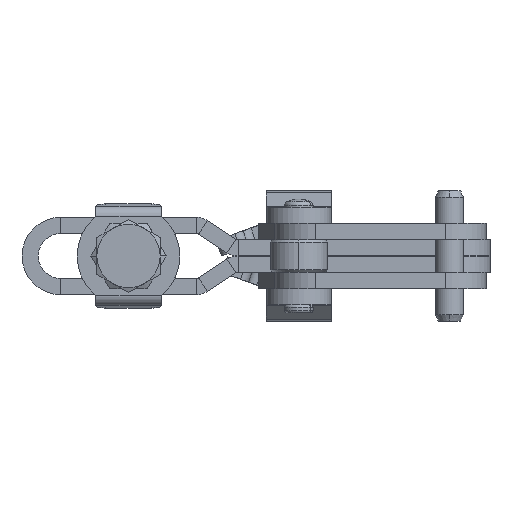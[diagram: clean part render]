
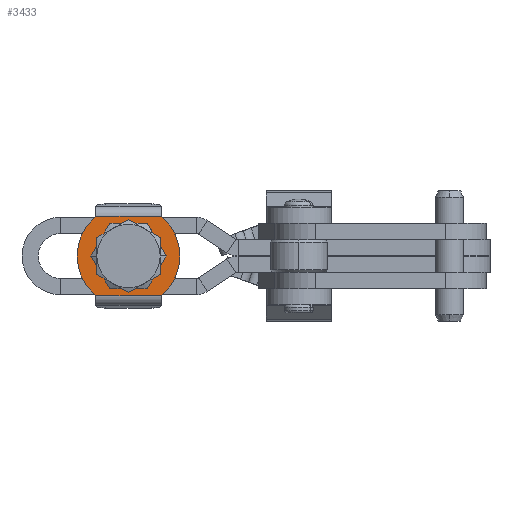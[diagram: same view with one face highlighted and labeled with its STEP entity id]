
A CAD part, front view. The second image highlights one B-rep face of the part: STEP entity #3433.
In plain terms, the highlighted face is planar.
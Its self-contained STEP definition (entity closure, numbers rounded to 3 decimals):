
#1535 = EDGE_CURVE ( 'NONE', #9910, #18599, #10373, .T. ) ;
#1539 = EDGE_CURVE ( 'NONE', #9737, #9885, #10378, .T. ) ;
#1541 = EDGE_CURVE ( 'NONE', #10192, #9910, #10377, .T. ) ;
#1542 = EDGE_CURVE ( 'NONE', #10192, #10047, #10381, .T. ) ;
#1543 = EDGE_CURVE ( 'NONE', #10006, #10047, #10383, .T. ) ;
#1544 = EDGE_CURVE ( 'NONE', #10006, #18599, #10384, .T. ) ;
#1545 = EDGE_CURVE ( 'NONE', #9885, #9737, #10387, .T. ) ;
#3433 = ADVANCED_FACE ( 'NONE', ( #10724, #10727 ), #12938, .T. ) ;
#5311 = AXIS2_PLACEMENT_3D ( 'NONE', #11570, #11571, #11572 ) ;
#5313 = AXIS2_PLACEMENT_3D ( 'NONE', #11580, #11581, #11582 ) ;
#5314 = AXIS2_PLACEMENT_3D ( 'NONE', #11585, #11586, #11587 ) ;
#5315 = AXIS2_PLACEMENT_3D ( 'NONE', #11590, #11591, #11592 ) ;
#5316 = AXIS2_PLACEMENT_3D ( 'NONE', #11595, #11596, #11597 ) ;
#5469 = AXIS2_PLACEMENT_3D ( 'NONE', #12940, #12941, #12942 ) ;
#9368 = ORIENTED_EDGE ( 'NONE', *, *, #1539, .F. ) ;
#9370 = ORIENTED_EDGE ( 'NONE', *, *, #1544, .T. ) ;
#9380 = ORIENTED_EDGE ( 'NONE', *, *, #1545, .F. ) ;
#9381 = ORIENTED_EDGE ( 'NONE', *, *, #1542, .T. ) ;
#9404 = ORIENTED_EDGE ( 'NONE', *, *, #1543, .F. ) ;
#9440 = ORIENTED_EDGE ( 'NONE', *, *, #1535, .F. ) ;
#9465 = ORIENTED_EDGE ( 'NONE', *, *, #1541, .F. ) ;
#9547 = EDGE_LOOP ( 'NONE', ( #9380, #9368 ) ) ;
#9551 = EDGE_LOOP ( 'NONE', ( #9465, #9381, #9404, #9370, #9440 ) ) ;
#9737 = VERTEX_POINT ( 'NONE', #24984 ) ;
#9885 = VERTEX_POINT ( 'NONE', #25231 ) ;
#9910 = VERTEX_POINT ( 'NONE', #25272 ) ;
#10006 = VERTEX_POINT ( 'NONE', #25392 ) ;
#10047 = VERTEX_POINT ( 'NONE', #25433 ) ;
#10192 = VERTEX_POINT ( 'NONE', #25587 ) ;
#10373 = CIRCLE ( 'NONE', #5311, 6.3 ) ;
#10377 = CIRCLE ( 'NONE', #5314, 6.3 ) ;
#10378 = CIRCLE ( 'NONE', #5313, 2.5 ) ;
#10381 = LINE ( 'NONE', #11584, #10385 ) ;
#10383 = CIRCLE ( 'NONE', #5315, 6.3 ) ;
#10384 = LINE ( 'NONE', #11589, #10388 ) ;
#10385 = VECTOR ( 'NONE', #11583, 1000. ) ;
#10387 = CIRCLE ( 'NONE', #5316, 2.5 ) ;
#10388 = VECTOR ( 'NONE', #11588, 1000. ) ;
#10724 = FACE_OUTER_BOUND ( 'NONE', #9551, .T. ) ;
#10727 = FACE_BOUND ( 'NONE', #9547, .T. ) ;
#11570 = CARTESIAN_POINT ( 'NONE',  ( -24.599, 3.5, -11.042 ) ) ;
#11571 = DIRECTION ( 'NONE',  ( 0., -1., 0. ) ) ;
#11572 = DIRECTION ( 'NONE',  ( 0., 0., 1. ) ) ;
#11580 = CARTESIAN_POINT ( 'NONE',  ( -24.599, 3.5, -11.042 ) ) ;
#11581 = DIRECTION ( 'NONE',  ( 0., 1., 0. ) ) ;
#11582 = DIRECTION ( 'NONE',  ( 0., 0., 1. ) ) ;
#11583 = DIRECTION ( 'NONE',  ( 0., 0., -1. ) ) ;
#11584 = CARTESIAN_POINT ( 'NONE',  ( -19.732, 3.5, -15.042 ) ) ;
#11585 = CARTESIAN_POINT ( 'NONE',  ( -24.599, 3.5, -11.042 ) ) ;
#11586 = DIRECTION ( 'NONE',  ( 0., -1., 0. ) ) ;
#11587 = DIRECTION ( 'NONE',  ( 0., 0., 1. ) ) ;
#11588 = DIRECTION ( 'NONE',  ( 0., 0., 1. ) ) ;
#11589 = CARTESIAN_POINT ( 'NONE',  ( -29.467, 3.5, -7.042 ) ) ;
#11590 = CARTESIAN_POINT ( 'NONE',  ( -24.599, 3.5, -11.042 ) ) ;
#11591 = DIRECTION ( 'NONE',  ( 0., -1., 0. ) ) ;
#11592 = DIRECTION ( 'NONE',  ( 0., 0., 1. ) ) ;
#11595 = CARTESIAN_POINT ( 'NONE',  ( -24.599, 3.5, -11.042 ) ) ;
#11596 = DIRECTION ( 'NONE',  ( 0., 1., 0. ) ) ;
#11597 = DIRECTION ( 'NONE',  ( 0., 0., 1. ) ) ;
#12938 = PLANE ( 'NONE',  #5469 ) ;
#12940 = CARTESIAN_POINT ( 'NONE',  ( 0., 3.5, 0. ) ) ;
#12941 = DIRECTION ( 'NONE',  ( 0., 1., 0. ) ) ;
#12942 = DIRECTION ( 'NONE',  ( 0., 0., 1. ) ) ;
#18599 = VERTEX_POINT ( 'NONE', #25649 ) ;
#24984 = CARTESIAN_POINT ( 'NONE',  ( -24.599, 3.5, -13.542 ) ) ;
#25231 = CARTESIAN_POINT ( 'NONE',  ( -24.599, 3.5, -8.542 ) ) ;
#25272 = CARTESIAN_POINT ( 'NONE',  ( -24.599, 3.5, -4.742 ) ) ;
#25392 = CARTESIAN_POINT ( 'NONE',  ( -29.467, 3.5, -15.042 ) ) ;
#25433 = CARTESIAN_POINT ( 'NONE',  ( -19.732, 3.5, -15.042 ) ) ;
#25587 = CARTESIAN_POINT ( 'NONE',  ( -19.732, 3.5, -7.042 ) ) ;
#25649 = CARTESIAN_POINT ( 'NONE',  ( -29.467, 3.5, -7.042 ) ) ;
